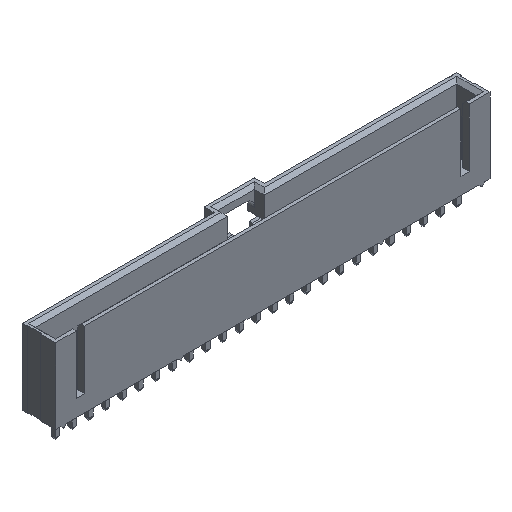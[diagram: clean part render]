
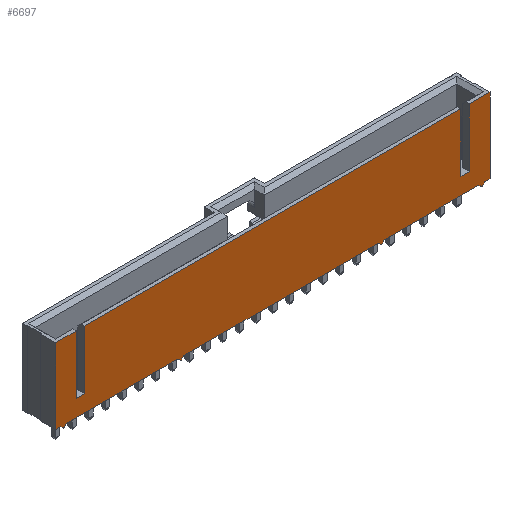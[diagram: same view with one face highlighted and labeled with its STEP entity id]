
A CAD part, isometric view. The second image highlights one B-rep face of the part: STEP entity #6697.
In plain terms, the highlighted planar face has unit normal (0, -1, 0).
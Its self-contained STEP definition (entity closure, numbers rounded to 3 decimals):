
#9=DIRECTION('',(1.,0.,0.));
#10=VECTOR('',#9,3.135);
#11=CARTESIAN_POINT('',(-32.98,-2.55,0.));
#12=LINE('',#11,#10);
#73=DIRECTION('',(1.,0.,0.));
#74=VECTOR('',#73,3.135);
#75=CARTESIAN_POINT('',(29.845,-2.55,0.));
#76=LINE('',#75,#74);
#121=DIRECTION('',(1.,0.,0.));
#122=VECTOR('',#121,57.15);
#123=CARTESIAN_POINT('',(-28.575,-2.55,0.));
#124=LINE('',#123,#122);
#233=DIRECTION('',(-0.707,0.,-0.707));
#234=VECTOR('',#233,0.537);
#235=CARTESIAN_POINT('',(-31.305,-2.55,-11.43));
#236=LINE('',#235,#234);
#237=DIRECTION('',(-1.,0.,0.));
#238=VECTOR('',#237,0.13);
#239=CARTESIAN_POINT('',(-31.685,-2.55,-11.81));
#240=LINE('',#239,#238);
#241=DIRECTION('',(-0.707,0.,0.707));
#242=VECTOR('',#241,0.537);
#243=CARTESIAN_POINT('',(-31.815,-2.55,-11.81));
#244=LINE('',#243,#242);
#245=DIRECTION('',(0.,0.,-1.));
#246=VECTOR('',#245,11.43);
#247=CARTESIAN_POINT('',(-32.98,-2.55,0.));
#248=LINE('',#247,#246);
#249=DIRECTION('',(0.,0.,-1.));
#250=VECTOR('',#249,8.89);
#251=CARTESIAN_POINT('',(-29.845,-2.55,0.));
#252=LINE('',#251,#250);
#253=DIRECTION('',(1.,0.,0.));
#254=VECTOR('',#253,1.27);
#255=CARTESIAN_POINT('',(-29.845,-2.55,-8.89));
#256=LINE('',#255,#254);
#257=DIRECTION('',(0.,0.,-1.));
#258=VECTOR('',#257,8.89);
#259=CARTESIAN_POINT('',(-28.575,-2.55,0.));
#260=LINE('',#259,#258);
#261=DIRECTION('',(0.,0.,-1.));
#262=VECTOR('',#261,8.89);
#263=CARTESIAN_POINT('',(28.575,-2.55,0.));
#264=LINE('',#263,#262);
#265=DIRECTION('',(1.,0.,0.));
#266=VECTOR('',#265,1.27);
#267=CARTESIAN_POINT('',(28.575,-2.55,-8.89));
#268=LINE('',#267,#266);
#269=DIRECTION('',(0.,0.,-1.));
#270=VECTOR('',#269,8.89);
#271=CARTESIAN_POINT('',(29.845,-2.55,0.));
#272=LINE('',#271,#270);
#273=DIRECTION('',(-0.707,0.,-0.707));
#274=VECTOR('',#273,0.537);
#275=CARTESIAN_POINT('',(32.195,-2.55,-11.43));
#276=LINE('',#275,#274);
#277=DIRECTION('',(-1.,0.,0.));
#278=VECTOR('',#277,0.13);
#279=CARTESIAN_POINT('',(31.815,-2.55,-11.81));
#280=LINE('',#279,#278);
#281=DIRECTION('',(-0.707,0.,0.707));
#282=VECTOR('',#281,0.537);
#283=CARTESIAN_POINT('',(31.685,-2.55,-11.81));
#284=LINE('',#283,#282);
#285=DIRECTION('',(-0.707,0.,-0.707));
#286=VECTOR('',#285,0.537);
#287=CARTESIAN_POINT('',(16.955,-2.55,-11.43));
#288=LINE('',#287,#286);
#289=DIRECTION('',(-1.,0.,0.));
#290=VECTOR('',#289,0.13);
#291=CARTESIAN_POINT('',(16.575,-2.55,-11.81));
#292=LINE('',#291,#290);
#293=DIRECTION('',(-0.707,0.,0.707));
#294=VECTOR('',#293,0.537);
#295=CARTESIAN_POINT('',(16.445,-2.55,-11.81));
#296=LINE('',#295,#294);
#297=DIRECTION('',(-0.707,0.,-0.707));
#298=VECTOR('',#297,0.537);
#299=CARTESIAN_POINT('',(-13.525,-2.55,-11.43));
#300=LINE('',#299,#298);
#301=DIRECTION('',(-1.,0.,0.));
#302=VECTOR('',#301,0.13);
#303=CARTESIAN_POINT('',(-13.905,-2.55,-11.81));
#304=LINE('',#303,#302);
#305=DIRECTION('',(-0.707,0.,0.707));
#306=VECTOR('',#305,0.537);
#307=CARTESIAN_POINT('',(-14.035,-2.55,-11.81));
#308=LINE('',#307,#306);
#313=DIRECTION('',(1.,0.,0.));
#314=VECTOR('',#313,0.785);
#315=CARTESIAN_POINT('',(32.195,-2.55,-11.43));
#316=LINE('',#315,#314);
#345=DIRECTION('',(1.,0.,0.));
#346=VECTOR('',#345,14.35);
#347=CARTESIAN_POINT('',(16.955,-2.55,-11.43));
#348=LINE('',#347,#346);
#361=DIRECTION('',(1.,0.,0.));
#362=VECTOR('',#361,29.59);
#363=CARTESIAN_POINT('',(-13.525,-2.55,-11.43));
#364=LINE('',#363,#362);
#377=DIRECTION('',(1.,0.,0.));
#378=VECTOR('',#377,16.89);
#379=CARTESIAN_POINT('',(-31.305,-2.55,-11.43));
#380=LINE('',#379,#378);
#417=DIRECTION('',(1.,0.,0.));
#418=VECTOR('',#417,0.785);
#419=CARTESIAN_POINT('',(-32.98,-2.55,-11.43));
#420=LINE('',#419,#418);
#969=DIRECTION('',(0.,0.,-1.));
#970=VECTOR('',#969,11.43);
#971=CARTESIAN_POINT('',(32.98,-2.55,0.));
#972=LINE('',#971,#970);
#4842=CARTESIAN_POINT('',(-32.98,-2.55,0.));
#4844=VERTEX_POINT('',#4842);
#4850=CARTESIAN_POINT('',(-32.98,-2.55,-11.43));
#4852=VERTEX_POINT('',#4850);
#4865=CARTESIAN_POINT('',(32.98,-2.55,0.));
#4867=VERTEX_POINT('',#4865);
#4881=CARTESIAN_POINT('',(32.98,-2.55,-11.43));
#4883=VERTEX_POINT('',#4881);
#4929=CARTESIAN_POINT('',(-29.845,-2.55,-8.89));
#4930=CARTESIAN_POINT('',(-28.575,-2.55,-8.89));
#4931=VERTEX_POINT('',#4929);
#4932=VERTEX_POINT('',#4930);
#4933=CARTESIAN_POINT('',(28.575,-2.55,-8.89));
#4934=CARTESIAN_POINT('',(29.845,-2.55,-8.89));
#4935=VERTEX_POINT('',#4933);
#4936=VERTEX_POINT('',#4934);
#4937=CARTESIAN_POINT('',(-29.845,-2.55,0.));
#4938=VERTEX_POINT('',#4937);
#4939=CARTESIAN_POINT('',(-28.575,-2.55,0.));
#4940=VERTEX_POINT('',#4939);
#4941=CARTESIAN_POINT('',(28.575,-2.55,0.));
#4942=VERTEX_POINT('',#4941);
#4943=CARTESIAN_POINT('',(29.845,-2.55,0.));
#4944=VERTEX_POINT('',#4943);
#5041=CARTESIAN_POINT('',(31.815,-2.55,-11.81));
#5042=CARTESIAN_POINT('',(31.685,-2.55,-11.81));
#5043=VERTEX_POINT('',#5041);
#5044=VERTEX_POINT('',#5042);
#5045=CARTESIAN_POINT('',(32.195,-2.55,-11.43));
#5047=VERTEX_POINT('',#5045);
#5049=CARTESIAN_POINT('',(31.305,-2.55,-11.43));
#5051=VERTEX_POINT('',#5049);
#5057=CARTESIAN_POINT('',(16.575,-2.55,-11.81));
#5058=CARTESIAN_POINT('',(16.445,-2.55,-11.81));
#5059=VERTEX_POINT('',#5057);
#5060=VERTEX_POINT('',#5058);
#5065=CARTESIAN_POINT('',(16.955,-2.55,-11.43));
#5066=VERTEX_POINT('',#5065);
#5067=CARTESIAN_POINT('',(16.065,-2.55,-11.43));
#5068=VERTEX_POINT('',#5067);
#5073=CARTESIAN_POINT('',(-13.905,-2.55,-11.81));
#5074=CARTESIAN_POINT('',(-14.035,-2.55,-11.81));
#5075=VERTEX_POINT('',#5073);
#5076=VERTEX_POINT('',#5074);
#5081=CARTESIAN_POINT('',(-13.525,-2.55,-11.43));
#5082=VERTEX_POINT('',#5081);
#5083=CARTESIAN_POINT('',(-14.415,-2.55,-11.43));
#5084=VERTEX_POINT('',#5083);
#5089=CARTESIAN_POINT('',(-31.685,-2.55,-11.81));
#5090=CARTESIAN_POINT('',(-31.815,-2.55,-11.81));
#5091=VERTEX_POINT('',#5089);
#5092=VERTEX_POINT('',#5090);
#5097=CARTESIAN_POINT('',(-31.305,-2.55,-11.43));
#5098=VERTEX_POINT('',#5097);
#5099=CARTESIAN_POINT('',(-32.195,-2.55,-11.43));
#5100=VERTEX_POINT('',#5099);
#6639=CARTESIAN_POINT('',(-32.98,-2.55,0.));
#6640=DIRECTION('',(0.,-1.,0.));
#6641=DIRECTION('',(1.,0.,0.));
#6642=AXIS2_PLACEMENT_3D('',#6639,#6640,#6641);
#6643=PLANE('',#6642);
#6645=ORIENTED_EDGE('',*,*,#6644,.F.);
#6647=ORIENTED_EDGE('',*,*,#6646,.T.);
#6649=ORIENTED_EDGE('',*,*,#6648,.T.);
#6651=ORIENTED_EDGE('',*,*,#6650,.T.);
#6653=ORIENTED_EDGE('',*,*,#6652,.F.);
#6655=ORIENTED_EDGE('',*,*,#6654,.F.);
#6656=ORIENTED_EDGE('',*,*,#6322,.T.);
#6657=ORIENTED_EDGE('',*,*,#6418,.T.);
#6659=ORIENTED_EDGE('',*,*,#6658,.T.);
#6661=ORIENTED_EDGE('',*,*,#6660,.F.);
#6662=ORIENTED_EDGE('',*,*,#6386,.T.);
#6664=ORIENTED_EDGE('',*,*,#6663,.T.);
#6666=ORIENTED_EDGE('',*,*,#6665,.T.);
#6667=ORIENTED_EDGE('',*,*,#6630,.F.);
#6668=ORIENTED_EDGE('',*,*,#6354,.T.);
#6670=ORIENTED_EDGE('',*,*,#6669,.T.);
#6672=ORIENTED_EDGE('',*,*,#6671,.F.);
#6674=ORIENTED_EDGE('',*,*,#6673,.T.);
#6676=ORIENTED_EDGE('',*,*,#6675,.T.);
#6678=ORIENTED_EDGE('',*,*,#6677,.T.);
#6680=ORIENTED_EDGE('',*,*,#6679,.F.);
#6682=ORIENTED_EDGE('',*,*,#6681,.T.);
#6684=ORIENTED_EDGE('',*,*,#6683,.T.);
#6686=ORIENTED_EDGE('',*,*,#6685,.T.);
#6688=ORIENTED_EDGE('',*,*,#6687,.F.);
#6690=ORIENTED_EDGE('',*,*,#6689,.T.);
#6692=ORIENTED_EDGE('',*,*,#6691,.T.);
#6694=ORIENTED_EDGE('',*,*,#6693,.T.);
#6695=EDGE_LOOP('',(#6645,#6647,#6649,#6651,#6653,#6655,#6656,#6657,#6659,#6661,
#6662,#6664,#6666,#6667,#6668,#6670,#6672,#6674,#6676,#6678,#6680,#6682,#6684,
#6686,#6688,#6690,#6692,#6694));
#6696=FACE_OUTER_BOUND('',#6695,.F.);
#6697=ADVANCED_FACE('',(#6696),#6643,.T.);
#6322=EDGE_CURVE('',#4844,#4938,#12,.T.);
#6354=EDGE_CURVE('',#4944,#4867,#76,.T.);
#6386=EDGE_CURVE('',#4940,#4942,#124,.T.);
#6418=EDGE_CURVE('',#4938,#4931,#252,.T.);
#6630=EDGE_CURVE('',#4944,#4936,#272,.T.);
#6644=EDGE_CURVE('',#5098,#5084,#380,.T.);
#6646=EDGE_CURVE('',#5098,#5091,#236,.T.);
#6648=EDGE_CURVE('',#5091,#5092,#240,.T.);
#6650=EDGE_CURVE('',#5092,#5100,#244,.T.);
#6652=EDGE_CURVE('',#4852,#5100,#420,.T.);
#6654=EDGE_CURVE('',#4844,#4852,#248,.T.);
#6658=EDGE_CURVE('',#4931,#4932,#256,.T.);
#6660=EDGE_CURVE('',#4940,#4932,#260,.T.);
#6663=EDGE_CURVE('',#4942,#4935,#264,.T.);
#6665=EDGE_CURVE('',#4935,#4936,#268,.T.);
#6669=EDGE_CURVE('',#4867,#4883,#972,.T.);
#6671=EDGE_CURVE('',#5047,#4883,#316,.T.);
#6673=EDGE_CURVE('',#5047,#5043,#276,.T.);
#6675=EDGE_CURVE('',#5043,#5044,#280,.T.);
#6677=EDGE_CURVE('',#5044,#5051,#284,.T.);
#6679=EDGE_CURVE('',#5066,#5051,#348,.T.);
#6681=EDGE_CURVE('',#5066,#5059,#288,.T.);
#6683=EDGE_CURVE('',#5059,#5060,#292,.T.);
#6685=EDGE_CURVE('',#5060,#5068,#296,.T.);
#6687=EDGE_CURVE('',#5082,#5068,#364,.T.);
#6689=EDGE_CURVE('',#5082,#5075,#300,.T.);
#6691=EDGE_CURVE('',#5075,#5076,#304,.T.);
#6693=EDGE_CURVE('',#5076,#5084,#308,.T.);
